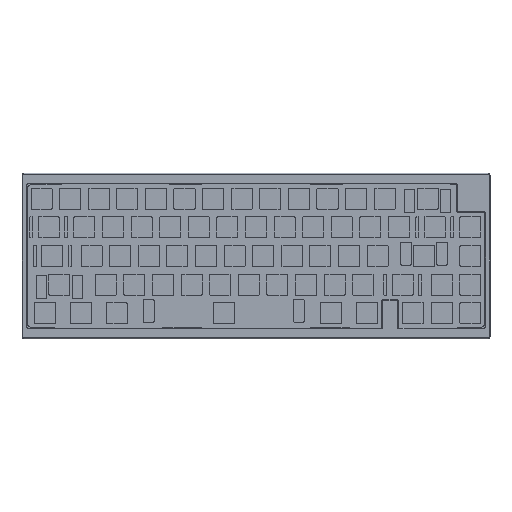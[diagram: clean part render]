
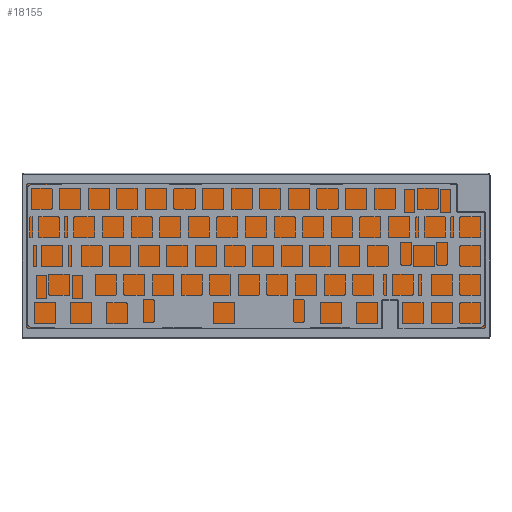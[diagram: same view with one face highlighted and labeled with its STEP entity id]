
A CAD part, top view. The second image highlights one B-rep face of the part: STEP entity #18155.
In plain terms, the highlighted planar face has unit normal (0, 0, 1).
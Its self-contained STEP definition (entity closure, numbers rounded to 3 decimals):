
#780=FACE_OUTER_BOUND('',#1752,.T.);
#1752=EDGE_LOOP('',(#12291,#12292,#12293,#12294,#12295,#12296,#12297,#12298,
#12299,#12300,#12301,#12302,#12303,#12304,#12305,#12306,#12307,#12308,#12309,
#12310));
#2944=CIRCLE('',#19228,1.75);
#2945=CIRCLE('',#19230,1.);
#2946=CIRCLE('',#19231,1.);
#2947=CIRCLE('',#19232,1.75);
#2948=CIRCLE('',#19233,1.75);
#2949=CIRCLE('',#19234,1.75);
#2950=CIRCLE('',#19235,1.);
#2951=CIRCLE('',#19236,1.);
#3804=LINE('',#26696,#5635);
#3816=LINE('',#26740,#5647);
#3817=LINE('',#26750,#5648);
#3824=LINE('',#26764,#5655);
#3825=LINE('',#26767,#5656);
#3879=LINE('',#27015,#5710);
#3880=LINE('',#27019,#5711);
#3881=LINE('',#27022,#5712);
#3882=LINE('',#27024,#5713);
#3883=LINE('',#27028,#5714);
#3884=LINE('',#27032,#5715);
#3885=LINE('',#27036,#5716);
#5635=VECTOR('',#21039,10.);
#5647=VECTOR('',#21077,10.);
#5648=VECTOR('',#21082,10.);
#5655=VECTOR('',#21097,10.);
#5656=VECTOR('',#21100,10.);
#5710=VECTOR('',#21334,10.);
#5711=VECTOR('',#21337,10.);
#5712=VECTOR('',#21340,10.);
#5713=VECTOR('',#21341,10.);
#5714=VECTOR('',#21344,10.);
#5715=VECTOR('',#21347,10.);
#5716=VECTOR('',#21350,10.);
#7466=VERTEX_POINT('',#26694);
#7467=VERTEX_POINT('',#26695);
#7481=VERTEX_POINT('',#26735);
#7485=VERTEX_POINT('',#26748);
#7488=VERTEX_POINT('',#26762);
#7489=VERTEX_POINT('',#26766);
#7590=VERTEX_POINT('',#27006);
#7591=VERTEX_POINT('',#27007);
#7592=VERTEX_POINT('',#27012);
#7593=VERTEX_POINT('',#27014);
#7594=VERTEX_POINT('',#27016);
#7595=VERTEX_POINT('',#27018);
#7596=VERTEX_POINT('',#27020);
#7597=VERTEX_POINT('',#27023);
#7598=VERTEX_POINT('',#27025);
#7599=VERTEX_POINT('',#27027);
#7600=VERTEX_POINT('',#27029);
#7601=VERTEX_POINT('',#27031);
#7602=VERTEX_POINT('',#27033);
#7603=VERTEX_POINT('',#27035);
#9312=EDGE_CURVE('',#7466,#7467,#3804,.T.);
#9333=EDGE_CURVE('',#7481,#7466,#3816,.F.);
#9336=EDGE_CURVE('',#7467,#7485,#3817,.F.);
#9344=EDGE_CURVE('',#7488,#7485,#3824,.F.);
#9345=EDGE_CURVE('',#7481,#7489,#3825,.F.);
#9461=EDGE_CURVE('',#7590,#7591,#2944,.F.);
#9464=EDGE_CURVE('',#7592,#7488,#2945,.F.);
#9465=EDGE_CURVE('',#7593,#7592,#3879,.F.);
#9466=EDGE_CURVE('',#7594,#7593,#2946,.T.);
#9467=EDGE_CURVE('',#7595,#7594,#3880,.F.);
#9468=EDGE_CURVE('',#7595,#7596,#2947,.F.);
#9469=EDGE_CURVE('',#7590,#7596,#3881,.F.);
#9470=EDGE_CURVE('',#7597,#7591,#3882,.F.);
#9471=EDGE_CURVE('',#7597,#7598,#2948,.F.);
#9472=EDGE_CURVE('',#7599,#7598,#3883,.F.);
#9473=EDGE_CURVE('',#7599,#7600,#2949,.F.);
#9474=EDGE_CURVE('',#7601,#7600,#3884,.F.);
#9475=EDGE_CURVE('',#7602,#7601,#2950,.T.);
#9476=EDGE_CURVE('',#7603,#7602,#3885,.F.);
#9477=EDGE_CURVE('',#7489,#7603,#2951,.F.);
#12291=ORIENTED_EDGE('',*,*,#9336,.T.);
#12292=ORIENTED_EDGE('',*,*,#9344,.F.);
#12293=ORIENTED_EDGE('',*,*,#9464,.F.);
#12294=ORIENTED_EDGE('',*,*,#9465,.F.);
#12295=ORIENTED_EDGE('',*,*,#9466,.F.);
#12296=ORIENTED_EDGE('',*,*,#9467,.F.);
#12297=ORIENTED_EDGE('',*,*,#9468,.T.);
#12298=ORIENTED_EDGE('',*,*,#9469,.F.);
#12299=ORIENTED_EDGE('',*,*,#9461,.T.);
#12300=ORIENTED_EDGE('',*,*,#9470,.F.);
#12301=ORIENTED_EDGE('',*,*,#9471,.T.);
#12302=ORIENTED_EDGE('',*,*,#9472,.F.);
#12303=ORIENTED_EDGE('',*,*,#9473,.T.);
#12304=ORIENTED_EDGE('',*,*,#9474,.F.);
#12305=ORIENTED_EDGE('',*,*,#9475,.F.);
#12306=ORIENTED_EDGE('',*,*,#9476,.F.);
#12307=ORIENTED_EDGE('',*,*,#9477,.F.);
#12308=ORIENTED_EDGE('',*,*,#9345,.F.);
#12309=ORIENTED_EDGE('',*,*,#9333,.T.);
#12310=ORIENTED_EDGE('',*,*,#9312,.T.);
#17666=PLANE('',#19229);
#18155=ADVANCED_FACE('',(#780),#17666,.T.);
#19228=AXIS2_PLACEMENT_3D('',#27008,#21326,#21327);
#19229=AXIS2_PLACEMENT_3D('',#27011,#21330,#21331);
#19230=AXIS2_PLACEMENT_3D('',#27013,#21332,#21333);
#19231=AXIS2_PLACEMENT_3D('',#27017,#21335,#21336);
#19232=AXIS2_PLACEMENT_3D('',#27021,#21338,#21339);
#19233=AXIS2_PLACEMENT_3D('',#27026,#21342,#21343);
#19234=AXIS2_PLACEMENT_3D('',#27030,#21345,#21346);
#19235=AXIS2_PLACEMENT_3D('',#27034,#21348,#21349);
#19236=AXIS2_PLACEMENT_3D('',#27037,#21351,#21352);
#21039=DIRECTION('',(-1.,0.,0.));
#21077=DIRECTION('',(0.,1.,0.));
#21082=DIRECTION('',(0.,-1.,0.));
#21097=DIRECTION('',(-1.,0.,0.));
#21100=DIRECTION('',(-1.,0.,0.));
#21326=DIRECTION('center_axis',(0.,0.,-1.));
#21327=DIRECTION('ref_axis',(-0.707,-0.707,0.));
#21330=DIRECTION('center_axis',(0.,0.,1.));
#21331=DIRECTION('ref_axis',(1.,0.,0.));
#21332=DIRECTION('center_axis',(0.,0.,1.));
#21333=DIRECTION('ref_axis',(0.,1.,0.));
#21334=DIRECTION('',(0.,-1.,0.));
#21335=DIRECTION('center_axis',(0.,0.,1.));
#21336=DIRECTION('ref_axis',(0.707,-0.707,0.));
#21337=DIRECTION('',(-1.,0.,0.));
#21338=DIRECTION('center_axis',(0.,0.,-1.));
#21339=DIRECTION('ref_axis',(-0.707,0.707,0.));
#21340=DIRECTION('',(0.,-1.,0.));
#21341=DIRECTION('',(1.,0.,0.));
#21342=DIRECTION('center_axis',(0.,0.,-1.));
#21343=DIRECTION('ref_axis',(0.707,-0.707,0.));
#21344=DIRECTION('',(0.,1.,0.));
#21345=DIRECTION('center_axis',(0.,0.,-1.));
#21346=DIRECTION('ref_axis',(0.707,0.707,0.));
#21347=DIRECTION('',(-1.,0.,0.));
#21348=DIRECTION('center_axis',(0.,0.,1.));
#21349=DIRECTION('ref_axis',(-0.707,-0.707,0.));
#21350=DIRECTION('',(0.,1.,0.));
#21351=DIRECTION('center_axis',(0.,0.,1.));
#21352=DIRECTION('ref_axis',(1.,0.,0.));
#26694=CARTESIAN_POINT('',(22.809,1.475,-9.9));
#26695=CARTESIAN_POINT('',(15.181,1.475,-9.9));
#26696=CARTESIAN_POINT('',(152.4,1.475,-9.9));
#26735=CARTESIAN_POINT('',(22.809,5.2,-9.9));
#26740=CARTESIAN_POINT('',(22.809,7.475,-9.9));
#26748=CARTESIAN_POINT('',(15.181,5.2,-9.9));
#26750=CARTESIAN_POINT('',(15.181,7.475,-9.9));
#26762=CARTESIAN_POINT('',(14.391,5.2,-9.9));
#26764=CARTESIAN_POINT('',(83.395,5.2,-9.9));
#26766=CARTESIAN_POINT('',(23.709,5.2,-9.9));
#26767=CARTESIAN_POINT('',(83.395,5.2,-9.9));
#27006=CARTESIAN_POINT('',(-0.475,-93.975,-9.9));
#27007=CARTESIAN_POINT('',(1.275,-95.725,-9.9));
#27008=CARTESIAN_POINT('Origin',(1.275,-93.975,-9.9));
#27011=CARTESIAN_POINT('Origin',(152.4,-47.625,-9.9));
#27012=CARTESIAN_POINT('',(13.391,4.2,-9.9));
#27013=CARTESIAN_POINT('Origin',(14.391,4.2,-9.9));
#27014=CARTESIAN_POINT('',(13.391,1.475,-9.9));
#27015=CARTESIAN_POINT('',(13.391,-23.213,-9.9));
#27016=CARTESIAN_POINT('',(12.391,0.475,-9.9));
#27017=CARTESIAN_POINT('Origin',(12.391,1.475,-9.9));
#27018=CARTESIAN_POINT('',(1.275,0.475,-9.9));
#27019=CARTESIAN_POINT('',(75.963,0.475,-9.9));
#27020=CARTESIAN_POINT('',(-0.475,-1.275,-9.9));
#27021=CARTESIAN_POINT('Origin',(1.275,-1.275,-9.9));
#27022=CARTESIAN_POINT('',(-0.475,-71.675,-9.9));
#27023=CARTESIAN_POINT('',(303.525,-95.725,-9.9));
#27024=CARTESIAN_POINT('',(228.838,-95.725,-9.9));
#27025=CARTESIAN_POINT('',(305.275,-93.975,-9.9));
#27026=CARTESIAN_POINT('Origin',(303.525,-93.975,-9.9));
#27027=CARTESIAN_POINT('',(305.275,-1.275,-9.9));
#27028=CARTESIAN_POINT('',(305.275,-23.575,-9.9));
#27029=CARTESIAN_POINT('',(303.525,0.475,-9.9));
#27030=CARTESIAN_POINT('Origin',(303.525,-1.275,-9.9));
#27031=CARTESIAN_POINT('',(25.709,0.475,-9.9));
#27032=CARTESIAN_POINT('',(75.963,0.475,-9.9));
#27033=CARTESIAN_POINT('',(24.709,1.475,-9.9));
#27034=CARTESIAN_POINT('Origin',(25.709,1.475,-9.9));
#27035=CARTESIAN_POINT('',(24.709,4.2,-9.9));
#27036=CARTESIAN_POINT('',(24.709,-21.713,-9.9));
#27037=CARTESIAN_POINT('Origin',(23.709,4.2,-9.9));
